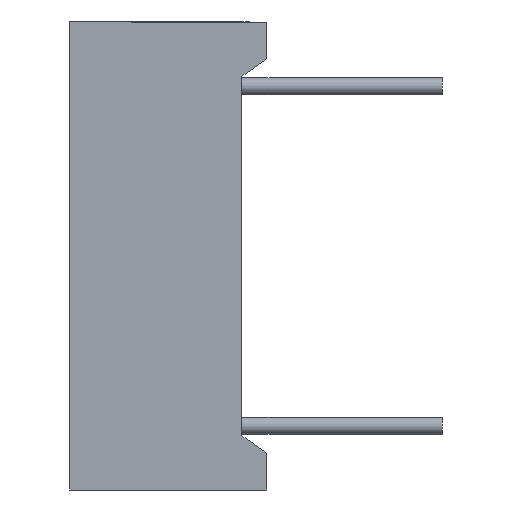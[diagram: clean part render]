
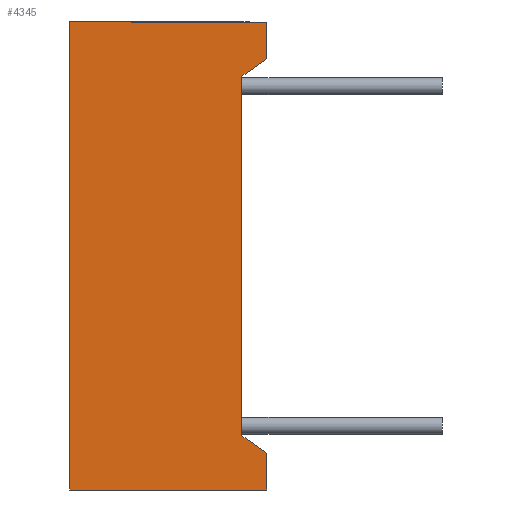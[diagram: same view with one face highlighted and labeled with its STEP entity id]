
A CAD part, left-side view. The second image highlights one B-rep face of the part: STEP entity #4345.
In plain terms, the highlighted planar face has unit normal (-1, 0, 0).
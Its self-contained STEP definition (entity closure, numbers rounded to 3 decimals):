
#11 = CARTESIAN_POINT ( 'NONE',  ( -18.568, 7.076, -7. ) ) ;
#241 = VERTEX_POINT ( 'NONE', #2542 ) ;
#333 = LINE ( 'NONE', #2294, #1312 ) ;
#542 = ORIENTED_EDGE ( 'NONE', *, *, #1346, .F. ) ;
#584 = DIRECTION ( 'NONE',  ( 0., -0.819, -0.574 ) ) ;
#801 = DIRECTION ( 'NONE',  ( 1., 0., 0. ) ) ;
#1026 = DIRECTION ( 'NONE',  ( 0., 0., -1. ) ) ;
#1124 = FACE_OUTER_BOUND ( 'NONE', #8934, .T. ) ;
#1218 = VECTOR ( 'NONE', #9356, 1000. ) ;
#1312 = VECTOR ( 'NONE', #584, 1000. ) ;
#1337 = LINE ( 'NONE', #8635, #1218 ) ;
#1346 = EDGE_CURVE ( 'NONE', #3650, #7804, #333, .T. ) ;
#1407 = VECTOR ( 'NONE', #7483, 1000. ) ;
#1513 = ORIENTED_EDGE ( 'NONE', *, *, #5479, .F. ) ;
#1720 = VECTOR ( 'NONE', #6040, 1000. ) ;
#1780 = VERTEX_POINT ( 'NONE', #4238 ) ;
#1915 = VERTEX_POINT ( 'NONE', #3879 ) ;
#1949 = VECTOR ( 'NONE', #7666, 1000. ) ;
#2013 = ORIENTED_EDGE ( 'NONE', *, *, #7106, .T. ) ;
#2051 = DIRECTION ( 'NONE',  ( 0., 0., -1. ) ) ;
#2172 = DIRECTION ( 'NONE',  ( 0., 1., 0. ) ) ;
#2294 = CARTESIAN_POINT ( 'NONE',  ( -18.568, 1.181, -5.895 ) ) ;
#2475 = CARTESIAN_POINT ( 'NONE',  ( -18.568, 7.076, -7. ) ) ;
#2542 = CARTESIAN_POINT ( 'NONE',  ( -18.568, 1.181, -7. ) ) ;
#3207 = DIRECTION ( 'NONE',  ( 0., 0., -1. ) ) ;
#3312 = LINE ( 'NONE', #5227, #1720 ) ;
#3367 = CARTESIAN_POINT ( 'NONE',  ( -18.568, 1.181, -7. ) ) ;
#3650 = VERTEX_POINT ( 'NONE', #9734 ) ;
#3879 = CARTESIAN_POINT ( 'NONE',  ( -18.568, 1.181, 5.895 ) ) ;
#4063 = VECTOR ( 'NONE', #2051, 1000. ) ;
#4238 = CARTESIAN_POINT ( 'NONE',  ( -18.568, 1.181, 7. ) ) ;
#4345 = ADVANCED_FACE ( 'NONE', ( #1124 ), #9581, .F. ) ;
#4376 = LINE ( 'NONE', #9170, #1407 ) ;
#4379 = CARTESIAN_POINT ( 'NONE',  ( -18.568, 1.181, 5.895 ) ) ;
#4690 = CARTESIAN_POINT ( 'NONE',  ( -18.568, 1.918, 5.379 ) ) ;
#4988 = ORIENTED_EDGE ( 'NONE', *, *, #6972, .F. ) ;
#5036 = ORIENTED_EDGE ( 'NONE', *, *, #6763, .F. ) ;
#5227 = CARTESIAN_POINT ( 'NONE',  ( -18.568, 1.181, -7. ) ) ;
#5274 = CARTESIAN_POINT ( 'NONE',  ( -18.568, 7.076, 7. ) ) ;
#5331 = ORIENTED_EDGE ( 'NONE', *, *, #7080, .F. ) ;
#5479 = EDGE_CURVE ( 'NONE', #8872, #9368, #4376, .T. ) ;
#5548 = VECTOR ( 'NONE', #1026, 1000. ) ;
#6040 = DIRECTION ( 'NONE',  ( 0., 0., -1. ) ) ;
#6420 = LINE ( 'NONE', #4379, #1949 ) ;
#6625 = ORIENTED_EDGE ( 'NONE', *, *, #10023, .F. ) ;
#6763 = EDGE_CURVE ( 'NONE', #1780, #1915, #7661, .T. ) ;
#6934 = CARTESIAN_POINT ( 'NONE',  ( -18.568, 7.076, 7. ) ) ;
#6972 = EDGE_CURVE ( 'NONE', #9572, #3650, #8832, .T. ) ;
#7080 = EDGE_CURVE ( 'NONE', #1915, #9572, #6420, .T. ) ;
#7106 = EDGE_CURVE ( 'NONE', #8872, #241, #1337, .T. ) ;
#7483 = DIRECTION ( 'NONE',  ( 0., 0., 1. ) ) ;
#7661 = LINE ( 'NONE', #3367, #5548 ) ;
#7666 = DIRECTION ( 'NONE',  ( 0., 0.819, -0.574 ) ) ;
#7697 = AXIS2_PLACEMENT_3D ( 'NONE', #11, #801, #3207 ) ;
#7707 = EDGE_CURVE ( 'NONE', #1780, #9368, #9459, .T. ) ;
#7804 = VERTEX_POINT ( 'NONE', #8023 ) ;
#7921 = VECTOR ( 'NONE', #2172, 1000. ) ;
#8023 = CARTESIAN_POINT ( 'NONE',  ( -18.568, 1.181, -5.895 ) ) ;
#8635 = CARTESIAN_POINT ( 'NONE',  ( -18.568, 7.076, -7. ) ) ;
#8832 = LINE ( 'NONE', #10132, #4063 ) ;
#8872 = VERTEX_POINT ( 'NONE', #2475 ) ;
#8873 = ORIENTED_EDGE ( 'NONE', *, *, #7707, .T. ) ;
#8934 = EDGE_LOOP ( 'NONE', ( #5036, #8873, #1513, #2013, #6625, #542, #4988, #5331 ) ) ;
#9170 = CARTESIAN_POINT ( 'NONE',  ( -18.568, 7.076, 0. ) ) ;
#9356 = DIRECTION ( 'NONE',  ( 0., -1., 0. ) ) ;
#9368 = VERTEX_POINT ( 'NONE', #5274 ) ;
#9459 = LINE ( 'NONE', #6934, #7921 ) ;
#9572 = VERTEX_POINT ( 'NONE', #4690 ) ;
#9581 = PLANE ( 'NONE',  #7697 ) ;
#9734 = CARTESIAN_POINT ( 'NONE',  ( -18.568, 1.918, -5.379 ) ) ;
#10023 = EDGE_CURVE ( 'NONE', #7804, #241, #3312, .T. ) ;
#10132 = CARTESIAN_POINT ( 'NONE',  ( -18.568, 1.918, 0. ) ) ;
